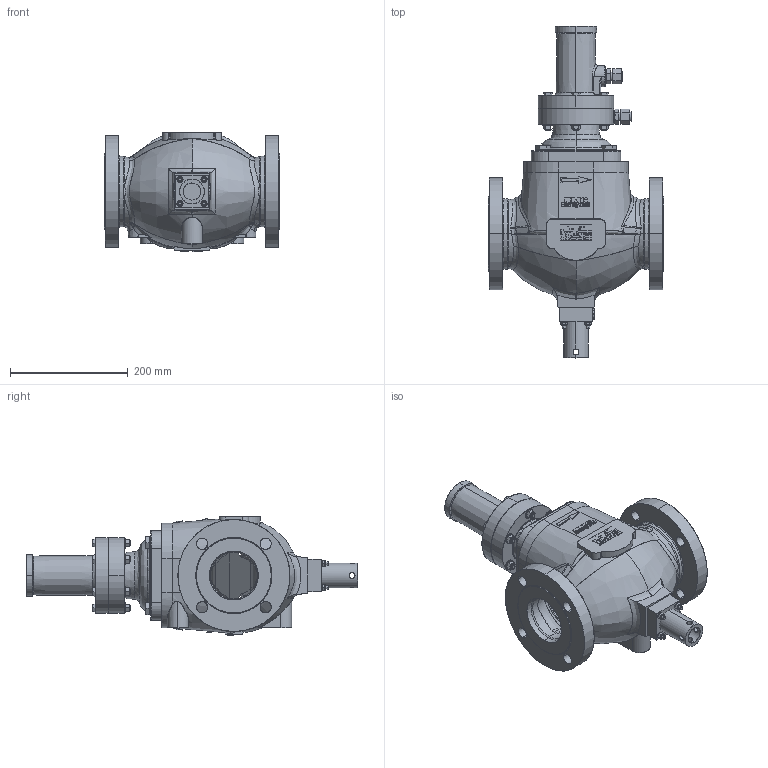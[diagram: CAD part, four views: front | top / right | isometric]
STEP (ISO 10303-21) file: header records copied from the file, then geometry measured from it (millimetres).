
FILE_DESCRIPTION (( 'STEP AP214' ), '1' );
FILE_NAME ('MB_HON720_DN_80_Class_150_K5.STEP', '2017-03-07T15:08:10', ( '' ), ( '' ), 'SwSTEP 2.0', 'SolidWorks 2015', '' );
FILE_SCHEMA (( 'AUTOMOTIVE_DESIGN' ));
Length unit declared in the file: millimetre
Products named in the file (1): MB_HON720_DN_80_Class_150_K5
Bounding box: 298 x 563.58 x 202.35 mm (x, y, z)
Surface area: 528691.1 mm2 (no closed solid volume)
Topology: 0 solids, 1082 shells, 1460 faces, 6527 edges, 6160 vertices
Faces by surface type: plane 548, bspline 434, cylinder 276, cone 202
Entity records: 150155 total; most frequent: CARTESIAN_POINT 104801, ORIENTED_EDGE 7505, DIRECTION 6828, EDGE_CURVE 6515, VERTEX_POINT 6160, B_SPLINE_CURVE_WITH_KNOTS 2839, LINE 2536, VECTOR 2536
